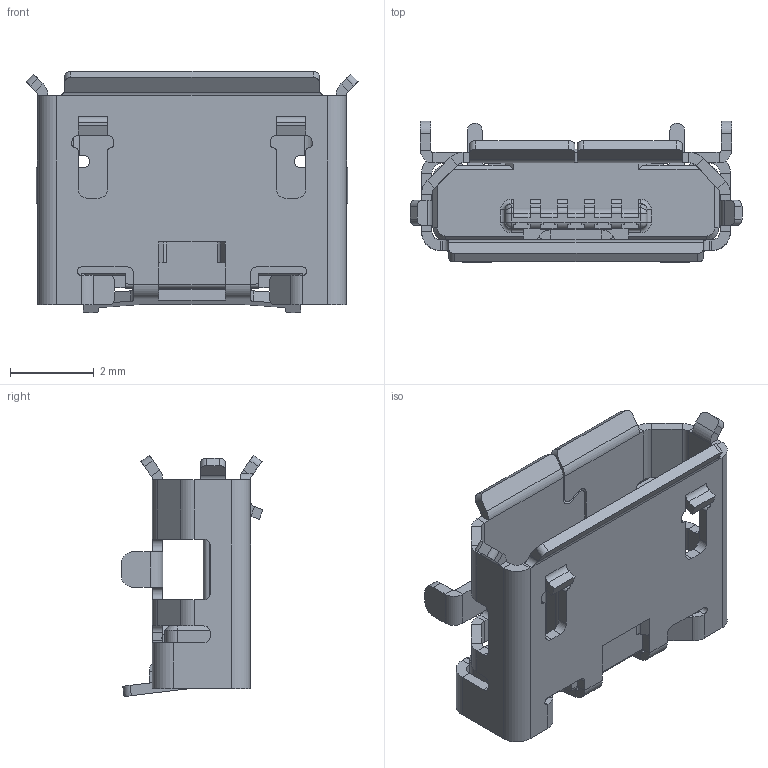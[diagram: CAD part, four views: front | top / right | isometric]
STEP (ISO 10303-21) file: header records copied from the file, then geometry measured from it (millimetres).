
FILE_DESCRIPTION((''),'2;1');
FILE_NAME('USN-1_1','2012-09-04T',('Administrator'),(''),'PRO/ENGINEER BY PARAMETRIC TECHNOLOGY CORPORATION, 2008230','PRO/ENGINEER BY PARAMETRIC TECHNOLOGY CORPORATION, 2008230','');
FILE_SCHEMA(('AUTOMOTIVE_DESIGN_CC2 { 1 2 10303 214 -1 1 5 2 }'));
Length unit declared in the file: millimetre
Products named in the file (1): USN-1_1
Bounding box: 7.95 x 3.4 x 5.78 mm (x, y, z)
Surface area: 267.5 mm2 (no closed solid volume)
Topology: 0 solids, 1 shells, 735 faces, 1976 edges, 1197 vertices
Faces by surface type: plane 501, cylinder 202, bspline 10, extrusion 8, sphere 6, cone 4, torus 4
Entity records: 22995 total; most frequent: CARTESIAN_POINT 4739, ORIENTED_EDGE 3841, DIRECTION 3709, EDGE_CURVE 1970, VECTOR 1431, LINE 1423, VERTEX_POINT 1197, AXIS2_PLACEMENT_3D 1139
